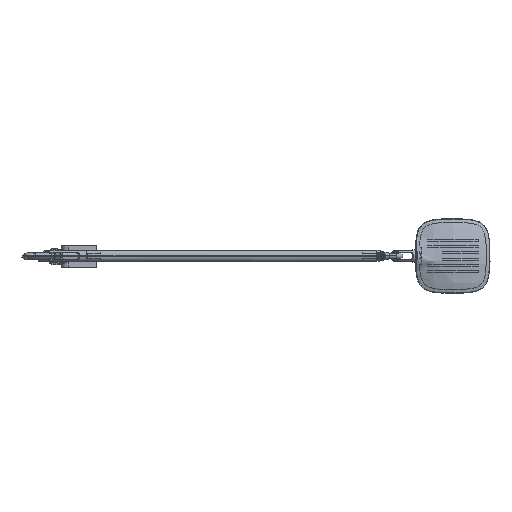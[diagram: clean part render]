
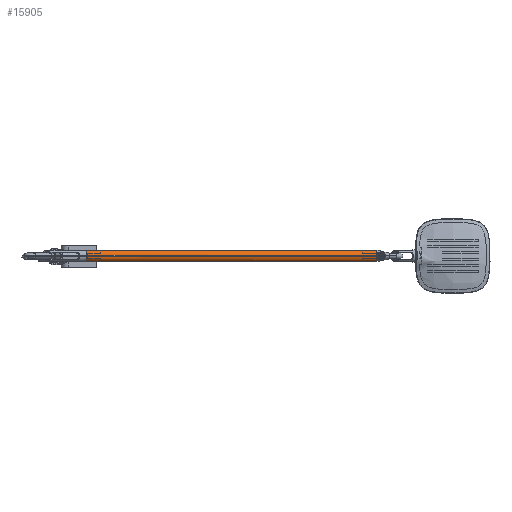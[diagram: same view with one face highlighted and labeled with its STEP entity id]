
A CAD part, top view. The second image highlights one B-rep face of the part: STEP entity #15905.
In plain terms, the highlighted cylindrical face has radius 8.5 mm (diameter 17 mm), a partial arc.
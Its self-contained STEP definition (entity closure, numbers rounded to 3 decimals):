
#805=B_SPLINE_CURVE_WITH_KNOTS('',3,(#43361,#43362,#43363,#43364),
 .UNSPECIFIED.,.F.,.F.,(4,4),(0.,0.002),.UNSPECIFIED.);
#812=B_SPLINE_CURVE_WITH_KNOTS('',3,(#43475,#43476,#43477,#43478),
 .UNSPECIFIED.,.F.,.F.,(4,4),(0.,0.002),.UNSPECIFIED.);
#1764=LINE('',#45347,#2657);
#1765=LINE('',#45350,#2658);
#2657=VECTOR('',#20592,10.);
#2658=VECTOR('',#20595,10.);
#3039=CYLINDRICAL_SURFACE('',#17313,8.5);
#3887=FACE_OUTER_BOUND('',#4843,.T.);
#4843=EDGE_LOOP('',(#13046,#13047,#13048,#13049,#13050,#13051,#13052,#13053,
#13054,#13055));
#5422=CIRCLE('',#17103,8.5);
#5498=CIRCLE('',#17231,8.5);
#5499=CIRCLE('',#17232,8.5);
#5507=CIRCLE('',#17248,8.5);
#5533=CIRCLE('',#17312,8.5);
#5534=CIRCLE('',#17314,8.5);
#6622=VERTEX_POINT('',#42070);
#6623=VERTEX_POINT('',#42077);
#6713=VERTEX_POINT('',#43360);
#6721=VERTEX_POINT('',#43467);
#6722=VERTEX_POINT('',#43474);
#6783=VERTEX_POINT('',#44493);
#6786=VERTEX_POINT('',#44542);
#6789=VERTEX_POINT('',#44627);
#6840=VERTEX_POINT('',#45346);
#6841=VERTEX_POINT('',#45348);
#8587=EDGE_CURVE('',#6622,#6623,#5422,.T.);
#8707=EDGE_CURVE('',#6622,#6713,#805,.T.);
#8719=EDGE_CURVE('',#6721,#6722,#812,.T.);
#8829=EDGE_CURVE('',#6722,#6783,#5498,.T.);
#8836=EDGE_CURVE('',#6786,#6713,#5499,.T.);
#8861=EDGE_CURVE('',#6789,#6721,#5507,.T.);
#8944=EDGE_CURVE('',#6623,#6789,#5533,.T.);
#8945=EDGE_CURVE('',#6840,#6786,#1764,.T.);
#8946=EDGE_CURVE('',#6841,#6840,#5534,.T.);
#8947=EDGE_CURVE('',#6783,#6841,#1765,.T.);
#13046=ORIENTED_EDGE('',*,*,#8836,.F.);
#13047=ORIENTED_EDGE('',*,*,#8945,.F.);
#13048=ORIENTED_EDGE('',*,*,#8946,.F.);
#13049=ORIENTED_EDGE('',*,*,#8947,.F.);
#13050=ORIENTED_EDGE('',*,*,#8829,.F.);
#13051=ORIENTED_EDGE('',*,*,#8719,.F.);
#13052=ORIENTED_EDGE('',*,*,#8861,.F.);
#13053=ORIENTED_EDGE('',*,*,#8944,.F.);
#13054=ORIENTED_EDGE('',*,*,#8587,.F.);
#13055=ORIENTED_EDGE('',*,*,#8707,.T.);
#15905=ADVANCED_FACE('',(#3887),#3039,.T.);
#17103=AXIS2_PLACEMENT_3D('',#42078,#20080,#20081);
#17231=AXIS2_PLACEMENT_3D('',#44494,#20378,#20379);
#17232=AXIS2_PLACEMENT_3D('',#44564,#20382,#20383);
#17248=AXIS2_PLACEMENT_3D('',#44856,#20422,#20423);
#17312=AXIS2_PLACEMENT_3D('',#45344,#20588,#20589);
#17313=AXIS2_PLACEMENT_3D('',#45345,#20590,#20591);
#17314=AXIS2_PLACEMENT_3D('',#45349,#20593,#20594);
#20080=DIRECTION('center_axis',(1.,0.,
-0.004));
#20081=DIRECTION('ref_axis',(0.002,-0.882,0.471));
#20378=DIRECTION('center_axis',(1.,0.,
-0.004));
#20379=DIRECTION('ref_axis',(0.002,-0.882,0.471));
#20382=DIRECTION('center_axis',(1.,0.,
-0.004));
#20383=DIRECTION('ref_axis',(0.002,-0.882,0.471));
#20422=DIRECTION('center_axis',(1.,0.,
-0.004));
#20423=DIRECTION('ref_axis',(0.002,-0.882,0.471));
#20588=DIRECTION('center_axis',(1.,0.,
-0.004));
#20589=DIRECTION('ref_axis',(0.002,-0.882,0.471));
#20590=DIRECTION('center_axis',(-1.,0.,
0.004));
#20591=DIRECTION('ref_axis',(0.002,-0.882,0.471));
#20592=DIRECTION('',(1.,0.,-0.004));
#20593=DIRECTION('center_axis',(-1.,0.,
0.004));
#20594=DIRECTION('ref_axis',(0.002,0.882,0.471));
#20595=DIRECTION('',(-1.,0.,0.004));
#42070=CARTESIAN_POINT('',(513.732,3.568,11.737));
#42077=CARTESIAN_POINT('',(513.733,3.,11.975));
#42078=CARTESIAN_POINT('Origin',(513.698,0.,4.022));
#43360=CARTESIAN_POINT('',(513.732,3.59,11.726));
#43361=CARTESIAN_POINT('Ctrl Pts',(513.732,3.568,11.737));
#43362=CARTESIAN_POINT('Ctrl Pts',(513.732,3.575,11.733));
#43363=CARTESIAN_POINT('Ctrl Pts',(513.732,3.583,11.73));
#43364=CARTESIAN_POINT('Ctrl Pts',(513.732,3.59,11.726));
#43467=CARTESIAN_POINT('',(513.732,-3.574,11.734));
#43474=CARTESIAN_POINT('',(513.732,-3.59,11.726));
#43475=CARTESIAN_POINT('Ctrl Pts',(513.732,-3.574,11.734));
#43476=CARTESIAN_POINT('Ctrl Pts',(513.732,-3.579,11.732));
#43477=CARTESIAN_POINT('Ctrl Pts',(513.732,-3.585,11.729));
#43478=CARTESIAN_POINT('Ctrl Pts',(513.732,-3.59,11.726));
#44493=CARTESIAN_POINT('',(513.716,-7.5,8.022));
#44494=CARTESIAN_POINT('Origin',(513.698,0.,4.022));
#44542=CARTESIAN_POINT('',(513.716,7.5,8.022));
#44564=CARTESIAN_POINT('Origin',(513.698,0.,4.022));
#44627=CARTESIAN_POINT('',(513.733,-3.,11.975));
#44856=CARTESIAN_POINT('Origin',(513.698,0.,4.022));
#45344=CARTESIAN_POINT('Origin',(513.698,0.,4.022));
#45345=CARTESIAN_POINT('Origin',(318.569,0.,
4.889));
#45346=CARTESIAN_POINT('',(123.457,7.5,9.756));
#45347=CARTESIAN_POINT('',(123.457,7.5,9.756));
#45348=CARTESIAN_POINT('',(123.457,-7.5,9.756));
#45349=CARTESIAN_POINT('Origin',(123.439,0.,
5.756));
#45350=CARTESIAN_POINT('',(513.716,-7.5,8.022));
